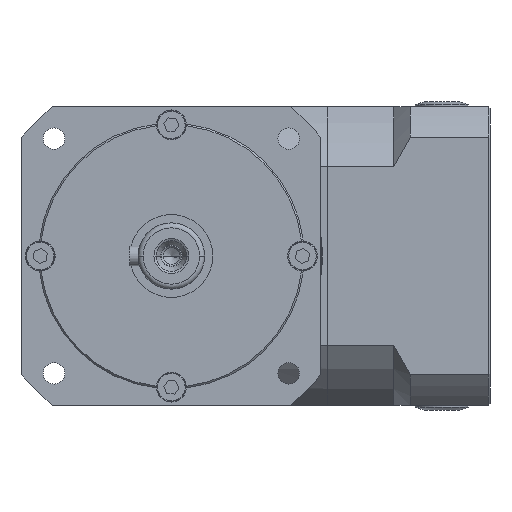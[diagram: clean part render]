
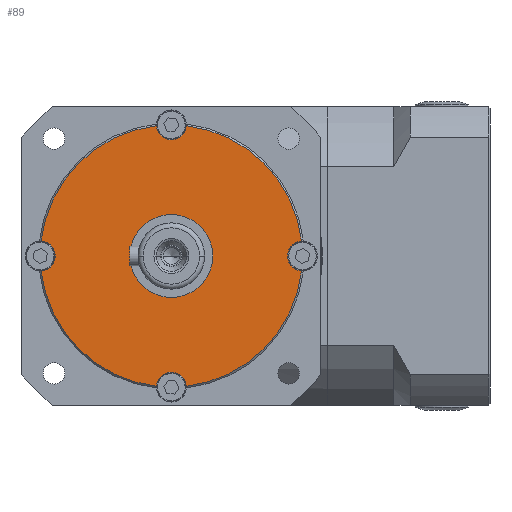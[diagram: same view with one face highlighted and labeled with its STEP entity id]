
A CAD part, left-side view. The second image highlights one B-rep face of the part: STEP entity #89.
In plain terms, the highlighted planar face has unit normal (-1, 0, 0).
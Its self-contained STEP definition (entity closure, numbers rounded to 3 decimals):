
#89 = ADVANCED_FACE ( 'NONE', ( #16908 ), #5332, .T. ) ;
#169 = CARTESIAN_POINT ( 'NONE',  ( -54., 0., -35. ) ) ;
#238 = ORIENTED_EDGE ( 'NONE', *, *, #9696, .F. ) ;
#319 = VERTEX_POINT ( 'NONE', #14460 ) ;
#520 = DIRECTION ( 'NONE',  ( 0., 0., 1. ) ) ;
#1416 = EDGE_CURVE ( 'NONE', #6952, #9491, #18407, .T. ) ;
#1507 = EDGE_CURVE ( 'NONE', #11484, #13165, #8293, .T. ) ;
#1554 = CARTESIAN_POINT ( 'NONE',  ( -54., 0., 39.5 ) ) ;
#1984 = CARTESIAN_POINT ( 'NONE',  ( -54., 0., -39.5 ) ) ;
#2095 = VERTEX_POINT ( 'NONE', #13077 ) ;
#2129 = CIRCLE ( 'NONE', #12577, 4.5 ) ;
#2398 = EDGE_CURVE ( 'NONE', #17792, #11875, #14431, .T. ) ;
#3088 = EDGE_CURVE ( 'NONE', #14713, #17792, #17967, .T. ) ;
#3523 = DIRECTION ( 'NONE',  ( -1., 0., 0. ) ) ;
#3680 = CARTESIAN_POINT ( 'NONE',  ( -54., 0., 0. ) ) ;
#3932 = DIRECTION ( 'NONE',  ( 1., 0., 0. ) ) ;
#4029 = DIRECTION ( 'NONE',  ( 1., 0., 0. ) ) ;
#4521 = ORIENTED_EDGE ( 'NONE', *, *, #5539, .F. ) ;
#5286 = CARTESIAN_POINT ( 'NONE',  ( -54., 39.5, 0. ) ) ;
#5332 = PLANE ( 'NONE',  #13238 ) ;
#5498 = CARTESIAN_POINT ( 'NONE',  ( -54., 4.493, -39.244 ) ) ;
#5539 = EDGE_CURVE ( 'NONE', #13165, #6952, #7493, .T. ) ;
#5604 = DIRECTION ( 'NONE',  ( 0., 0., 1. ) ) ;
#5619 = CIRCLE ( 'NONE', #11884, 39.5 ) ;
#5659 = ORIENTED_EDGE ( 'NONE', *, *, #3088, .F. ) ;
#5838 = EDGE_CURVE ( 'NONE', #7722, #11484, #2129, .T. ) ;
#6088 = EDGE_CURVE ( 'NONE', #11875, #2095, #6634, .T. ) ;
#6256 = EDGE_CURVE ( 'NONE', #2095, #7722, #16054, .T. ) ;
#6530 = ORIENTED_EDGE ( 'NONE', *, *, #1507, .F. ) ;
#6634 = CIRCLE ( 'NONE', #17043, 4.5 ) ;
#6662 = DIRECTION ( 'NONE',  ( 0., 0., -1. ) ) ;
#6918 = DIRECTION ( 'NONE',  ( 1., 0., 0. ) ) ;
#6952 = VERTEX_POINT ( 'NONE', #9714 ) ;
#7070 = DIRECTION ( 'NONE',  ( 0., 0., 1. ) ) ;
#7443 = DIRECTION ( 'NONE',  ( -1., 0., 0. ) ) ;
#7493 = CIRCLE ( 'NONE', #15529, 39.5 ) ;
#7722 = VERTEX_POINT ( 'NONE', #17019 ) ;
#8293 = CIRCLE ( 'NONE', #13049, 4.5 ) ;
#8577 = EDGE_CURVE ( 'NONE', #9491, #319, #5619, .T. ) ;
#8823 = DIRECTION ( 'NONE',  ( 1., 0., 0. ) ) ;
#9226 = DIRECTION ( 'NONE',  ( 0., 0., 1. ) ) ;
#9329 = CARTESIAN_POINT ( 'NONE',  ( -54., 0., 39.5 ) ) ;
#9404 = AXIS2_PLACEMENT_3D ( 'NONE', #13829, #6918, #18019 ) ;
#9491 = VERTEX_POINT ( 'NONE', #16303 ) ;
#9650 = CARTESIAN_POINT ( 'NONE',  ( -54., 0., 0. ) ) ;
#9696 = EDGE_CURVE ( 'NONE', #319, #14713, #15480, .T. ) ;
#9714 = CARTESIAN_POINT ( 'NONE',  ( -54., -39.244, 4.493 ) ) ;
#9733 = DIRECTION ( 'NONE',  ( 0., 0., -1. ) ) ;
#10163 = DIRECTION ( 'NONE',  ( -1., 0., 0. ) ) ;
#11149 = CARTESIAN_POINT ( 'NONE',  ( -54., 39.5, 0. ) ) ;
#11484 = VERTEX_POINT ( 'NONE', #14368 ) ;
#11783 = ORIENTED_EDGE ( 'NONE', *, *, #5838, .F. ) ;
#11870 = AXIS2_PLACEMENT_3D ( 'NONE', #15841, #7443, #14250 ) ;
#11875 = VERTEX_POINT ( 'NONE', #18185 ) ;
#11884 = AXIS2_PLACEMENT_3D ( 'NONE', #12157, #3932, #6662 ) ;
#12005 = DIRECTION ( 'NONE',  ( -1., 0., 0. ) ) ;
#12074 = ORIENTED_EDGE ( 'NONE', *, *, #6256, .F. ) ;
#12157 = CARTESIAN_POINT ( 'NONE',  ( -54., 0., 0. ) ) ;
#12168 = DIRECTION ( 'NONE',  ( 0., 0., -1. ) ) ;
#12577 = AXIS2_PLACEMENT_3D ( 'NONE', #1554, #10163, #7070 ) ;
#12779 = AXIS2_PLACEMENT_3D ( 'NONE', #3680, #8823, #12168 ) ;
#13020 = ORIENTED_EDGE ( 'NONE', *, *, #8577, .F. ) ;
#13049 = AXIS2_PLACEMENT_3D ( 'NONE', #9329, #3523, #9226 ) ;
#13077 = CARTESIAN_POINT ( 'NONE',  ( -54., 39.244, 4.493 ) ) ;
#13165 = VERTEX_POINT ( 'NONE', #18121 ) ;
#13238 = AXIS2_PLACEMENT_3D ( 'NONE', #11149, #16635, #5604 ) ;
#13312 = CARTESIAN_POINT ( 'NONE',  ( -54., 0., -39.5 ) ) ;
#13493 = DIRECTION ( 'NONE',  ( 0., 0., 1. ) ) ;
#13637 = AXIS2_PLACEMENT_3D ( 'NONE', #13312, #16215, #520 ) ;
#13829 = CARTESIAN_POINT ( 'NONE',  ( -54., 0., 0. ) ) ;
#14250 = DIRECTION ( 'NONE',  ( 0., 0., 1. ) ) ;
#14368 = CARTESIAN_POINT ( 'NONE',  ( -54., 0., 35. ) ) ;
#14431 = CIRCLE ( 'NONE', #9404, 39.5 ) ;
#14460 = CARTESIAN_POINT ( 'NONE',  ( -54., -4.493, -39.244 ) ) ;
#14713 = VERTEX_POINT ( 'NONE', #169 ) ;
#15092 = DIRECTION ( 'NONE',  ( 0., 0., 1. ) ) ;
#15180 = DIRECTION ( 'NONE',  ( -1., 0., 0. ) ) ;
#15480 = CIRCLE ( 'NONE', #17866, 4.5 ) ;
#15529 = AXIS2_PLACEMENT_3D ( 'NONE', #9650, #4029, #9733 ) ;
#15841 = CARTESIAN_POINT ( 'NONE',  ( -54., -39.5, 0. ) ) ;
#15924 = EDGE_LOOP ( 'NONE', ( #11783, #12074, #17833, #16169, #5659, #238, #13020, #17652, #4521, #6530 ) ) ;
#16054 = CIRCLE ( 'NONE', #12779, 39.5 ) ;
#16169 = ORIENTED_EDGE ( 'NONE', *, *, #2398, .F. ) ;
#16215 = DIRECTION ( 'NONE',  ( -1., 0., 0. ) ) ;
#16303 = CARTESIAN_POINT ( 'NONE',  ( -54., -39.244, -4.493 ) ) ;
#16635 = DIRECTION ( 'NONE',  ( -1., 0., 0. ) ) ;
#16908 = FACE_OUTER_BOUND ( 'NONE', #15924, .T. ) ;
#17019 = CARTESIAN_POINT ( 'NONE',  ( -54., 4.493, 39.244 ) ) ;
#17043 = AXIS2_PLACEMENT_3D ( 'NONE', #5286, #15180, #15092 ) ;
#17652 = ORIENTED_EDGE ( 'NONE', *, *, #1416, .F. ) ;
#17792 = VERTEX_POINT ( 'NONE', #5498 ) ;
#17833 = ORIENTED_EDGE ( 'NONE', *, *, #6088, .F. ) ;
#17866 = AXIS2_PLACEMENT_3D ( 'NONE', #1984, #12005, #13493 ) ;
#17967 = CIRCLE ( 'NONE', #13637, 4.5 ) ;
#18019 = DIRECTION ( 'NONE',  ( 0., 0., -1. ) ) ;
#18121 = CARTESIAN_POINT ( 'NONE',  ( -54., -4.493, 39.244 ) ) ;
#18185 = CARTESIAN_POINT ( 'NONE',  ( -54., 39.244, -4.493 ) ) ;
#18407 = CIRCLE ( 'NONE', #11870, 4.5 ) ;
